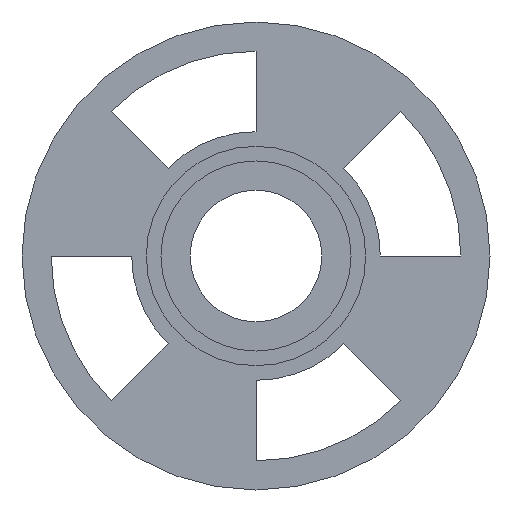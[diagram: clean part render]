
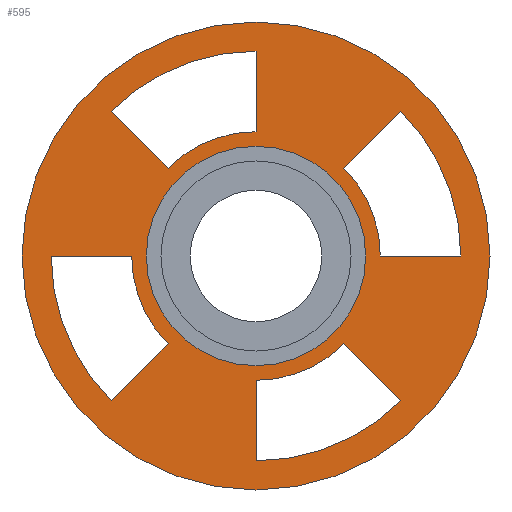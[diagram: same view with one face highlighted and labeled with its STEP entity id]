
A CAD part, front view. The second image highlights one B-rep face of the part: STEP entity #595.
In plain terms, the highlighted planar face has unit normal (0, -1, 0).
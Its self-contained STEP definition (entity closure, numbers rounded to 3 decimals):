
#102=CARTESIAN_POINT('',(0.,-2.,0.));
#103=DIRECTION('',(0.,-1.,0.));
#104=DIRECTION('',(-1.,0.,0.));
#105=AXIS2_PLACEMENT_3D('',#102,#103,#104);
#107=CARTESIAN_POINT('',(0.,-2.,0.));
#108=DIRECTION('',(0.,1.,0.));
#109=DIRECTION('',(-1.,0.,0.));
#110=AXIS2_PLACEMENT_3D('',#107,#108,#109);
#112=CARTESIAN_POINT('',(0.,-2.,0.));
#113=DIRECTION('',(0.,1.,0.));
#114=DIRECTION('',(0.707,0.,-0.707));
#115=AXIS2_PLACEMENT_3D('',#112,#113,#114);
#117=DIRECTION('',(0.,0.,1.));
#118=VECTOR('',#117,5.5);
#119=CARTESIAN_POINT('',(0.,-2.,-14.));
#120=LINE('',#119,#118);
#121=CARTESIAN_POINT('',(0.,-2.,0.));
#122=DIRECTION('',(0.,1.,0.));
#123=DIRECTION('',(0.707,0.,-0.707));
#124=AXIS2_PLACEMENT_3D('',#121,#122,#123);
#126=DIRECTION('',(0.707,0.,-0.707));
#127=VECTOR('',#126,5.5);
#128=CARTESIAN_POINT('',(6.01,-2.,-6.01));
#129=LINE('',#128,#127);
#130=CARTESIAN_POINT('',(0.,-2.,0.));
#131=DIRECTION('',(0.,1.,0.));
#132=DIRECTION('',(0.707,0.,0.707));
#133=AXIS2_PLACEMENT_3D('',#130,#131,#132);
#135=DIRECTION('',(-1.,0.,0.));
#136=VECTOR('',#135,5.5);
#137=CARTESIAN_POINT('',(14.,-2.,0.));
#138=LINE('',#137,#136);
#139=CARTESIAN_POINT('',(0.,-2.,0.));
#140=DIRECTION('',(0.,1.,0.));
#141=DIRECTION('',(0.707,0.,0.707));
#142=AXIS2_PLACEMENT_3D('',#139,#140,#141);
#144=DIRECTION('',(0.707,0.,0.707));
#145=VECTOR('',#144,5.5);
#146=CARTESIAN_POINT('',(6.01,-2.,6.01));
#147=LINE('',#146,#145);
#148=CARTESIAN_POINT('',(0.,-2.,0.));
#149=DIRECTION('',(0.,1.,0.));
#150=DIRECTION('',(-0.707,0.,0.707));
#151=AXIS2_PLACEMENT_3D('',#148,#149,#150);
#153=DIRECTION('',(0.,0.,-1.));
#154=VECTOR('',#153,5.5);
#155=CARTESIAN_POINT('',(0.,-2.,14.));
#156=LINE('',#155,#154);
#157=CARTESIAN_POINT('',(0.,-2.,0.));
#158=DIRECTION('',(0.,1.,0.));
#159=DIRECTION('',(-0.707,0.,0.707));
#160=AXIS2_PLACEMENT_3D('',#157,#158,#159);
#162=DIRECTION('',(-0.707,0.,0.707));
#163=VECTOR('',#162,5.5);
#164=CARTESIAN_POINT('',(-6.01,-2.,6.01));
#165=LINE('',#164,#163);
#166=CARTESIAN_POINT('',(0.,-2.,0.));
#167=DIRECTION('',(0.,1.,0.));
#168=DIRECTION('',(-0.707,0.,-0.707));
#169=AXIS2_PLACEMENT_3D('',#166,#167,#168);
#171=DIRECTION('',(1.,0.,0.));
#172=VECTOR('',#171,5.5);
#173=CARTESIAN_POINT('',(-14.,-2.,0.));
#174=LINE('',#173,#172);
#175=CARTESIAN_POINT('',(0.,-2.,0.));
#176=DIRECTION('',(0.,1.,0.));
#177=DIRECTION('',(-0.707,0.,-0.707));
#178=AXIS2_PLACEMENT_3D('',#175,#176,#177);
#180=DIRECTION('',(-0.707,0.,-0.707));
#181=VECTOR('',#180,5.5);
#182=CARTESIAN_POINT('',(-6.01,-2.,-6.01));
#183=LINE('',#182,#181);
#188=CARTESIAN_POINT('',(0.,-2.,0.));
#189=DIRECTION('',(0.,1.,0.));
#190=DIRECTION('',(-1.,0.,0.));
#191=AXIS2_PLACEMENT_3D('',#188,#189,#190);
#197=CARTESIAN_POINT('',(0.,-2.,0.));
#198=DIRECTION('',(0.,-1.,0.));
#199=DIRECTION('',(-1.,0.,0.));
#200=AXIS2_PLACEMENT_3D('',#197,#198,#199);
#350=CARTESIAN_POINT('',(-7.5,-2.,0.));
#352=VERTEX_POINT('',#350);
#366=CARTESIAN_POINT('',(7.5,-2.,0.));
#368=VERTEX_POINT('',#366);
#383=CARTESIAN_POINT('',(-16.,-2.,0.));
#385=VERTEX_POINT('',#383);
#387=CARTESIAN_POINT('',(16.,-2.,0.));
#389=VERTEX_POINT('',#387);
#422=CARTESIAN_POINT('',(6.01,-2.,-6.01));
#423=CARTESIAN_POINT('',(0.,-2.,-8.5));
#424=VERTEX_POINT('',#422);
#425=VERTEX_POINT('',#423);
#426=CARTESIAN_POINT('',(9.899,-2.,-9.899));
#427=VERTEX_POINT('',#426);
#428=CARTESIAN_POINT('',(0.,-2.,-14.));
#429=VERTEX_POINT('',#428);
#430=CARTESIAN_POINT('',(6.01,-2.,6.01));
#431=CARTESIAN_POINT('',(8.5,-2.,0.));
#432=VERTEX_POINT('',#430);
#433=VERTEX_POINT('',#431);
#434=CARTESIAN_POINT('',(9.899,-2.,9.899));
#435=VERTEX_POINT('',#434);
#436=CARTESIAN_POINT('',(14.,-2.,0.));
#437=VERTEX_POINT('',#436);
#438=CARTESIAN_POINT('',(-6.01,-2.,6.01));
#439=CARTESIAN_POINT('',(0.,-2.,8.5));
#440=VERTEX_POINT('',#438);
#441=VERTEX_POINT('',#439);
#442=CARTESIAN_POINT('',(-9.899,-2.,9.899));
#443=VERTEX_POINT('',#442);
#444=CARTESIAN_POINT('',(0.,-2.,14.));
#445=VERTEX_POINT('',#444);
#446=CARTESIAN_POINT('',(-6.01,-2.,-6.01));
#447=CARTESIAN_POINT('',(-8.5,-2.,0.));
#448=VERTEX_POINT('',#446);
#449=VERTEX_POINT('',#447);
#450=CARTESIAN_POINT('',(-9.899,-2.,-9.899));
#451=VERTEX_POINT('',#450);
#452=CARTESIAN_POINT('',(-14.,-2.,0.));
#453=VERTEX_POINT('',#452);
#540=CARTESIAN_POINT('',(0.,-2.,0.));
#541=DIRECTION('',(0.,-1.,0.));
#542=DIRECTION('',(-1.,0.,0.));
#543=AXIS2_PLACEMENT_3D('',#540,#541,#542);
#544=PLANE('',#543);
#545=ORIENTED_EDGE('',*,*,#533,.F.);
#546=ORIENTED_EDGE('',*,*,#522,.T.);
#547=EDGE_LOOP('',(#545,#546));
#548=FACE_OUTER_BOUND('',#547,.F.);
#550=ORIENTED_EDGE('',*,*,#549,.F.);
#552=ORIENTED_EDGE('',*,*,#551,.T.);
#553=EDGE_LOOP('',(#550,#552));
#554=FACE_BOUND('',#553,.F.);
#556=ORIENTED_EDGE('',*,*,#555,.T.);
#558=ORIENTED_EDGE('',*,*,#557,.F.);
#560=ORIENTED_EDGE('',*,*,#559,.F.);
#562=ORIENTED_EDGE('',*,*,#561,.F.);
#563=EDGE_LOOP('',(#556,#558,#560,#562));
#564=FACE_BOUND('',#563,.F.);
#566=ORIENTED_EDGE('',*,*,#565,.T.);
#568=ORIENTED_EDGE('',*,*,#567,.F.);
#570=ORIENTED_EDGE('',*,*,#569,.F.);
#572=ORIENTED_EDGE('',*,*,#571,.F.);
#573=EDGE_LOOP('',(#566,#568,#570,#572));
#574=FACE_BOUND('',#573,.F.);
#576=ORIENTED_EDGE('',*,*,#575,.T.);
#578=ORIENTED_EDGE('',*,*,#577,.F.);
#580=ORIENTED_EDGE('',*,*,#579,.F.);
#582=ORIENTED_EDGE('',*,*,#581,.F.);
#583=EDGE_LOOP('',(#576,#578,#580,#582));
#584=FACE_BOUND('',#583,.F.);
#586=ORIENTED_EDGE('',*,*,#585,.T.);
#588=ORIENTED_EDGE('',*,*,#587,.F.);
#590=ORIENTED_EDGE('',*,*,#589,.F.);
#592=ORIENTED_EDGE('',*,*,#591,.F.);
#593=EDGE_LOOP('',(#586,#588,#590,#592));
#594=FACE_BOUND('',#593,.F.);
#106=CIRCLE('',#105,16.);
#111=CIRCLE('',#110,16.);
#116=CIRCLE('',#115,8.5);
#125=CIRCLE('',#124,14.);
#134=CIRCLE('',#133,8.5);
#143=CIRCLE('',#142,14.);
#152=CIRCLE('',#151,8.5);
#161=CIRCLE('',#160,14.);
#170=CIRCLE('',#169,8.5);
#179=CIRCLE('',#178,14.);
#192=CIRCLE('',#191,7.5);
#201=CIRCLE('',#200,7.5);
#522=EDGE_CURVE('',#385,#389,#111,.T.);
#533=EDGE_CURVE('',#385,#389,#106,.T.);
#549=EDGE_CURVE('',#352,#368,#192,.T.);
#551=EDGE_CURVE('',#352,#368,#201,.T.);
#555=EDGE_CURVE('',#424,#425,#116,.T.);
#557=EDGE_CURVE('',#429,#425,#120,.T.);
#559=EDGE_CURVE('',#427,#429,#125,.T.);
#561=EDGE_CURVE('',#424,#427,#129,.T.);
#565=EDGE_CURVE('',#432,#433,#134,.T.);
#567=EDGE_CURVE('',#437,#433,#138,.T.);
#569=EDGE_CURVE('',#435,#437,#143,.T.);
#571=EDGE_CURVE('',#432,#435,#147,.T.);
#575=EDGE_CURVE('',#440,#441,#152,.T.);
#577=EDGE_CURVE('',#445,#441,#156,.T.);
#579=EDGE_CURVE('',#443,#445,#161,.T.);
#581=EDGE_CURVE('',#440,#443,#165,.T.);
#585=EDGE_CURVE('',#448,#449,#170,.T.);
#587=EDGE_CURVE('',#453,#449,#174,.T.);
#589=EDGE_CURVE('',#451,#453,#179,.T.);
#591=EDGE_CURVE('',#448,#451,#183,.T.);
#595=ADVANCED_FACE('',(#548,#554,#564,#574,#584,#594),#544,.T.);
